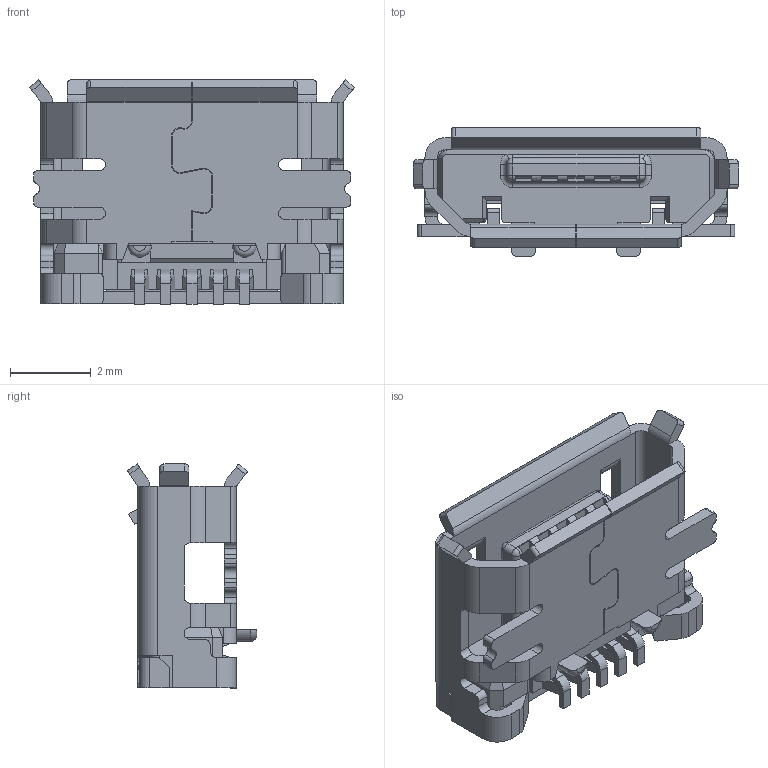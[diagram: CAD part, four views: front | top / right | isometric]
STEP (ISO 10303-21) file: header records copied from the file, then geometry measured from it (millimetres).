
FILE_DESCRIPTION (( 'STEP AP214' ), '1' );
FILE_NAME ('Micro USB 5 Pins, Right Angle SMT.STEP', '2023-06-14T03:41:02', ( '' ), ( '' ), 'SwSTEP 2.0', 'SolidWorks 2021', '' );
FILE_SCHEMA (( 'AUTOMOTIVE_DESIGN' ));
Length unit declared in the file: millimetre
Products named in the file (1): Micro USB 5 Pins, Right Angle SMT
Bounding box: 8.07 x 3.21 x 5.56 mm (x, y, z)
Volume: 43 mm3; surface area: 317.3 mm2
Topology: 7 solids, 7 shells, 653 faces, 1898 edges, 1237 vertices
Faces by surface type: plane 455, cylinder 175, bspline 10, torus 6, sphere 4, cone 3
Entity records: 22404 total; most frequent: CARTESIAN_POINT 3979, ORIENTED_EDGE 3786, DIRECTION 3530, EDGE_CURVE 1893, VECTOR 1484, LINE 1484, VERTEX_POINT 1237, AXIS2_PLACEMENT_3D 1023
